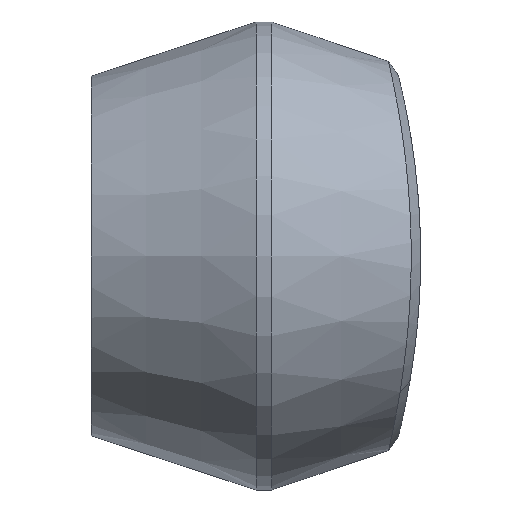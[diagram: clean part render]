
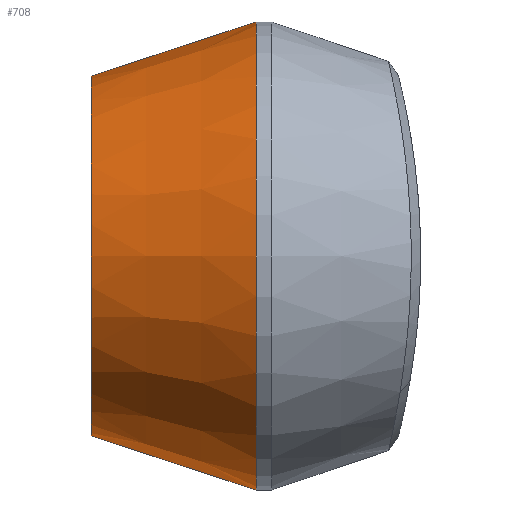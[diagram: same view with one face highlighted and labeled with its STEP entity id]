
A CAD part, left-side view. The second image highlights one B-rep face of the part: STEP entity #708.
In plain terms, the highlighted conical face has half-angle 18.182 degrees and reference radius 19.524 mm.
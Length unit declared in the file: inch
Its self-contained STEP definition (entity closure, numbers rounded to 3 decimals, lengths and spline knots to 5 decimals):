
#17 = EDGE_CURVE ( 'NONE', #895, #218, #384, .T. ) ;
#31 = VECTOR ( 'NONE', #782, 39.37008 ) ;
#46 = CARTESIAN_POINT ( 'NONE',  ( 0., 4.0925, 0.76866 ) ) ;
#67 = DIRECTION ( 'NONE',  ( 0., 0., -1. ) ) ;
#100 = VERTEX_POINT ( 'NONE', #46 ) ;
#123 = CIRCLE ( 'NONE', #309, 0.76866 ) ;
#141 = EDGE_CURVE ( 'NONE', #1126, #218, #713, .T. ) ;
#146 = FACE_OUTER_BOUND ( 'NONE', #434, .T. ) ;
#175 = DIRECTION ( 'NONE',  ( 0., -1., 0. ) ) ;
#218 = VERTEX_POINT ( 'NONE', #818 ) ;
#231 = CARTESIAN_POINT ( 'NONE',  ( 0., 3.38812, 1. ) ) ;
#243 = DIRECTION ( 'NONE',  ( 0., -1., 0. ) ) ;
#309 = AXIS2_PLACEMENT_3D ( 'NONE', #1122, #175, #879 ) ;
#343 = AXIS2_PLACEMENT_3D ( 'NONE', #402, #745, #996 ) ;
#350 = EDGE_CURVE ( 'NONE', #100, #1126, #439, .T. ) ;
#359 = CARTESIAN_POINT ( 'NONE',  ( 0., 4.0925, 0.76866 ) ) ;
#360 = ORIENTED_EDGE ( 'NONE', *, *, #17, .T. ) ;
#382 = CONICAL_SURFACE ( 'NONE', #820, 0.76866, 0.317 ) ;
#384 = LINE ( 'NONE', #989, #1023 ) ;
#402 = CARTESIAN_POINT ( 'NONE',  ( 0., 3.38812, 0. ) ) ;
#434 = EDGE_LOOP ( 'NONE', ( #531, #960, #360, #858 ) ) ;
#439 = LINE ( 'NONE', #359, #31 ) ;
#531 = ORIENTED_EDGE ( 'NONE', *, *, #350, .F. ) ;
#708 = ADVANCED_FACE ( 'NONE', ( #146 ), #382, .T. ) ;
#713 = CIRCLE ( 'NONE', #343, 1. ) ;
#745 = DIRECTION ( 'NONE',  ( 0., -1., 0. ) ) ;
#782 = DIRECTION ( 'NONE',  ( 0., -0.95, 0.312 ) ) ;
#818 = CARTESIAN_POINT ( 'NONE',  ( 0., 3.38812, -1. ) ) ;
#820 = AXIS2_PLACEMENT_3D ( 'NONE', #961, #243, #67 ) ;
#858 = ORIENTED_EDGE ( 'NONE', *, *, #141, .F. ) ;
#879 = DIRECTION ( 'NONE',  ( 0., 0., -1. ) ) ;
#895 = VERTEX_POINT ( 'NONE', #957 ) ;
#926 = EDGE_CURVE ( 'NONE', #100, #895, #123, .T. ) ;
#957 = CARTESIAN_POINT ( 'NONE',  ( 0., 4.0925, -0.76866 ) ) ;
#960 = ORIENTED_EDGE ( 'NONE', *, *, #926, .T. ) ;
#961 = CARTESIAN_POINT ( 'NONE',  ( 0., 4.0925, 0. ) ) ;
#989 = CARTESIAN_POINT ( 'NONE',  ( 0., 4.0925, -0.76866 ) ) ;
#996 = DIRECTION ( 'NONE',  ( 0., 0., -1. ) ) ;
#1023 = VECTOR ( 'NONE', #1077, 39.37008 ) ;
#1077 = DIRECTION ( 'NONE',  ( 0., -0.95, -0.312 ) ) ;
#1122 = CARTESIAN_POINT ( 'NONE',  ( 0., 4.0925, 0. ) ) ;
#1126 = VERTEX_POINT ( 'NONE', #231 ) ;
